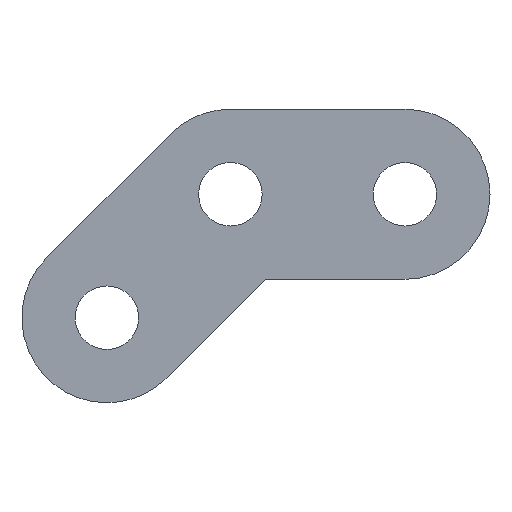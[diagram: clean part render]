
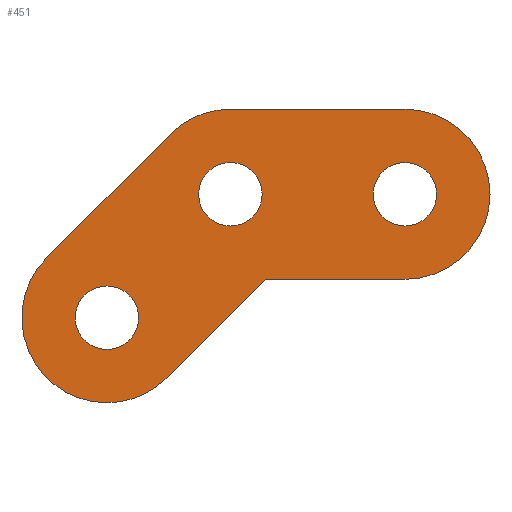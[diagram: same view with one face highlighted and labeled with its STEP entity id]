
A CAD part, front view. The second image highlights one B-rep face of the part: STEP entity #451.
In plain terms, the highlighted planar face has unit normal (0, -1, 0).
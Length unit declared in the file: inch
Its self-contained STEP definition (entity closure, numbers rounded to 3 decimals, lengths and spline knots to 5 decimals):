
#5 = CARTESIAN_POINT ( 'NONE',  ( -0.27224, 0., -0.27224 ) ) ;
#18 = DIRECTION ( 'NONE',  ( 0., 1., 0. ) ) ;
#23 = CARTESIAN_POINT ( 'NONE',  ( 0., 0., 0. ) ) ;
#48 = VECTOR ( 'NONE', #510, 39.37008 ) ;
#51 = CARTESIAN_POINT ( 'NONE',  ( -0.27224, 0., -0.45974 ) ) ;
#72 = DIRECTION ( 'NONE',  ( 0., 0., 1. ) ) ;
#74 = DIRECTION ( 'NONE',  ( 0., 1., 0. ) ) ;
#76 = AXIS2_PLACEMENT_3D ( 'NONE', #5, #580, #507 ) ;
#77 = FACE_BOUND ( 'NONE', #373, .T. ) ;
#78 = CARTESIAN_POINT ( 'NONE',  ( -0.27224, 0., -0.20224 ) ) ;
#79 = CARTESIAN_POINT ( 'NONE',  ( 0., 0., 0. ) ) ;
#98 = EDGE_CURVE ( 'NONE', #175, #600, #248, .T. ) ;
#103 = EDGE_CURVE ( 'NONE', #206, #257, #287, .T. ) ;
#105 = CARTESIAN_POINT ( 'NONE',  ( -0.27224, 0., -0.34224 ) ) ;
#112 = CARTESIAN_POINT ( 'NONE',  ( 0., 0., 0.1875 ) ) ;
#113 = LINE ( 'NONE', #490, #132 ) ;
#119 = VERTEX_POINT ( 'NONE', #339 ) ;
#121 = ORIENTED_EDGE ( 'NONE', *, *, #292, .F. ) ;
#123 = CIRCLE ( 'NONE', #338, 0.07 ) ;
#127 = ORIENTED_EDGE ( 'NONE', *, *, #219, .T. ) ;
#130 = VERTEX_POINT ( 'NONE', #329 ) ;
#132 = VECTOR ( 'NONE', #380, 39.37008 ) ;
#135 = ORIENTED_EDGE ( 'NONE', *, *, #273, .T. ) ;
#146 = ORIENTED_EDGE ( 'NONE', *, *, #98, .T. ) ;
#148 = CIRCLE ( 'NONE', #187, 0.1875 ) ;
#152 = ORIENTED_EDGE ( 'NONE', *, *, #433, .F. ) ;
#159 = AXIS2_PLACEMENT_3D ( 'NONE', #555, #554, #545 ) ;
#160 = VERTEX_POINT ( 'NONE', #51 ) ;
#162 = DIRECTION ( 'NONE',  ( 0., 0., 1. ) ) ;
#167 = VECTOR ( 'NONE', #210, 39.37008 ) ;
#169 = VERTEX_POINT ( 'NONE', #587 ) ;
#175 = VERTEX_POINT ( 'NONE', #105 ) ;
#178 = DIRECTION ( 'NONE',  ( 0., 0., 1. ) ) ;
#180 = CIRCLE ( 'NONE', #277, 0.1875 ) ;
#182 = EDGE_LOOP ( 'NONE', ( #389, #152, #310, #489, #420, #121, #344, #334 ) ) ;
#187 = AXIS2_PLACEMENT_3D ( 'NONE', #602, #18, #597 ) ;
#188 = LINE ( 'NONE', #215, #167 ) ;
#190 = EDGE_CURVE ( 'NONE', #419, #230, #431, .T. ) ;
#193 = DIRECTION ( 'NONE',  ( 0., 1., 0. ) ) ;
#195 = AXIS2_PLACEMENT_3D ( 'NONE', #23, #274, #162 ) ;
#206 = VERTEX_POINT ( 'NONE', #591 ) ;
#210 = DIRECTION ( 'NONE',  ( -0.707, 0., -0.707 ) ) ;
#215 = CARTESIAN_POINT ( 'NONE',  ( 0.13258, 0., -0.13258 ) ) ;
#216 = CARTESIAN_POINT ( 'NONE',  ( 0., 0., 0. ) ) ;
#217 = VERTEX_POINT ( 'NONE', #577 ) ;
#219 = EDGE_CURVE ( 'NONE', #600, #175, #485, .T. ) ;
#227 = DIRECTION ( 'NONE',  ( -0.707, 0., -0.707 ) ) ;
#229 = EDGE_LOOP ( 'NONE', ( #127, #146 ) ) ;
#230 = VERTEX_POINT ( 'NONE', #557 ) ;
#231 = AXIS2_PLACEMENT_3D ( 'NONE', #291, #270, #258 ) ;
#237 = ORIENTED_EDGE ( 'NONE', *, *, #103, .T. ) ;
#248 = CIRCLE ( 'NONE', #231, 0.07 ) ;
#251 = AXIS2_PLACEMENT_3D ( 'NONE', #509, #500, #494 ) ;
#253 = ORIENTED_EDGE ( 'NONE', *, *, #190, .T. ) ;
#257 = VERTEX_POINT ( 'NONE', #390 ) ;
#258 = DIRECTION ( 'NONE',  ( 0., 0., 1. ) ) ;
#265 = CARTESIAN_POINT ( 'NONE',  ( 0.07767, 0., -0.1875 ) ) ;
#270 = DIRECTION ( 'NONE',  ( 0., 1., 0. ) ) ;
#273 = EDGE_CURVE ( 'NONE', #257, #206, #412, .T. ) ;
#274 = DIRECTION ( 'NONE',  ( 0., 1., 0. ) ) ;
#277 = AXIS2_PLACEMENT_3D ( 'NONE', #470, #466, #456 ) ;
#287 = CIRCLE ( 'NONE', #288, 0.07 ) ;
#288 = AXIS2_PLACEMENT_3D ( 'NONE', #216, #193, #178 ) ;
#289 = DIRECTION ( 'NONE',  ( 0., 0., 1. ) ) ;
#291 = CARTESIAN_POINT ( 'NONE',  ( -0.27224, 0., -0.27224 ) ) ;
#292 = EDGE_CURVE ( 'NONE', #217, #428, #454, .T. ) ;
#294 = DIRECTION ( 'NONE',  ( 0., 1., 0. ) ) ;
#296 = CARTESIAN_POINT ( 'NONE',  ( 0.385, 0., 0. ) ) ;
#298 = EDGE_CURVE ( 'NONE', #552, #217, #348, .T. ) ;
#300 = VECTOR ( 'NONE', #227, 39.37008 ) ;
#302 = EDGE_CURVE ( 'NONE', #130, #552, #180, .T. ) ;
#310 = ORIENTED_EDGE ( 'NONE', *, *, #393, .F. ) ;
#316 = AXIS2_PLACEMENT_3D ( 'NONE', #589, #583, #581 ) ;
#322 = LINE ( 'NONE', #346, #300 ) ;
#328 = EDGE_CURVE ( 'NONE', #369, #428, #113, .T. ) ;
#329 = CARTESIAN_POINT ( 'NONE',  ( -0.13258, 0., 0.13258 ) ) ;
#334 = ORIENTED_EDGE ( 'NONE', *, *, #302, .F. ) ;
#338 = AXIS2_PLACEMENT_3D ( 'NONE', #296, #294, #289 ) ;
#339 = CARTESIAN_POINT ( 'NONE',  ( -0.40482, 0., -0.13965 ) ) ;
#344 = ORIENTED_EDGE ( 'NONE', *, *, #298, .F. ) ;
#346 = CARTESIAN_POINT ( 'NONE',  ( -0.13258, 0., 0.13258 ) ) ;
#348 = LINE ( 'NONE', #515, #48 ) ;
#349 = EDGE_CURVE ( 'NONE', #230, #419, #123, .T. ) ;
#369 = VERTEX_POINT ( 'NONE', #265 ) ;
#373 = EDGE_LOOP ( 'NONE', ( #237, #135 ) ) ;
#380 = DIRECTION ( 'NONE',  ( 1., 0., 0. ) ) ;
#382 = CARTESIAN_POINT ( 'NONE',  ( 0.385, 0., -0.1875 ) ) ;
#389 = ORIENTED_EDGE ( 'NONE', *, *, #427, .T. ) ;
#390 = CARTESIAN_POINT ( 'NONE',  ( 0., 0., -0.07 ) ) ;
#393 = EDGE_CURVE ( 'NONE', #169, #160, #548, .T. ) ;
#402 = FACE_OUTER_BOUND ( 'NONE', #182, .T. ) ;
#412 = CIRCLE ( 'NONE', #195, 0.07 ) ;
#419 = VERTEX_POINT ( 'NONE', #584 ) ;
#420 = ORIENTED_EDGE ( 'NONE', *, *, #328, .T. ) ;
#424 = FACE_BOUND ( 'NONE', #229, .T. ) ;
#427 = EDGE_CURVE ( 'NONE', #130, #119, #322, .T. ) ;
#428 = VERTEX_POINT ( 'NONE', #382 ) ;
#431 = CIRCLE ( 'NONE', #316, 0.07 ) ;
#433 = EDGE_CURVE ( 'NONE', #160, #119, #148, .T. ) ;
#441 = FACE_BOUND ( 'NONE', #533, .T. ) ;
#451 = ADVANCED_FACE ( 'NONE', ( #77, #441, #424, #402 ), #522, .F. ) ;
#454 = CIRCLE ( 'NONE', #251, 0.1875 ) ;
#456 = DIRECTION ( 'NONE',  ( 0., 0., 1. ) ) ;
#466 = DIRECTION ( 'NONE',  ( 0., 1., 0. ) ) ;
#470 = CARTESIAN_POINT ( 'NONE',  ( 0., 0., 0. ) ) ;
#482 = AXIS2_PLACEMENT_3D ( 'NONE', #79, #74, #72 ) ;
#485 = CIRCLE ( 'NONE', #159, 0.07 ) ;
#489 = ORIENTED_EDGE ( 'NONE', *, *, #508, .F. ) ;
#490 = CARTESIAN_POINT ( 'NONE',  ( 0., 0., -0.1875 ) ) ;
#494 = DIRECTION ( 'NONE',  ( 0., 0., 1. ) ) ;
#495 = ORIENTED_EDGE ( 'NONE', *, *, #349, .T. ) ;
#500 = DIRECTION ( 'NONE',  ( 0., 1., 0. ) ) ;
#507 = DIRECTION ( 'NONE',  ( 0., 0., 1. ) ) ;
#508 = EDGE_CURVE ( 'NONE', #369, #169, #188, .T. ) ;
#509 = CARTESIAN_POINT ( 'NONE',  ( 0.385, 0., 0. ) ) ;
#510 = DIRECTION ( 'NONE',  ( 1., 0., 0. ) ) ;
#515 = CARTESIAN_POINT ( 'NONE',  ( 0., 0., 0.1875 ) ) ;
#522 = PLANE ( 'NONE',  #482 ) ;
#533 = EDGE_LOOP ( 'NONE', ( #253, #495 ) ) ;
#545 = DIRECTION ( 'NONE',  ( 0., 0., 1. ) ) ;
#548 = CIRCLE ( 'NONE', #76, 0.1875 ) ;
#552 = VERTEX_POINT ( 'NONE', #112 ) ;
#554 = DIRECTION ( 'NONE',  ( 0., 1., 0. ) ) ;
#555 = CARTESIAN_POINT ( 'NONE',  ( -0.27224, 0., -0.27224 ) ) ;
#557 = CARTESIAN_POINT ( 'NONE',  ( 0.385, 0., -0.07 ) ) ;
#577 = CARTESIAN_POINT ( 'NONE',  ( 0.385, 0., 0.1875 ) ) ;
#580 = DIRECTION ( 'NONE',  ( 0., 1., 0. ) ) ;
#581 = DIRECTION ( 'NONE',  ( 0., 0., 1. ) ) ;
#583 = DIRECTION ( 'NONE',  ( 0., 1., 0. ) ) ;
#584 = CARTESIAN_POINT ( 'NONE',  ( 0.385, 0., 0.07 ) ) ;
#587 = CARTESIAN_POINT ( 'NONE',  ( -0.13965, 0., -0.40482 ) ) ;
#589 = CARTESIAN_POINT ( 'NONE',  ( 0.385, 0., 0. ) ) ;
#591 = CARTESIAN_POINT ( 'NONE',  ( 0., 0., 0.07 ) ) ;
#597 = DIRECTION ( 'NONE',  ( 0., 0., 1. ) ) ;
#600 = VERTEX_POINT ( 'NONE', #78 ) ;
#602 = CARTESIAN_POINT ( 'NONE',  ( -0.27224, 0., -0.27224 ) ) ;
